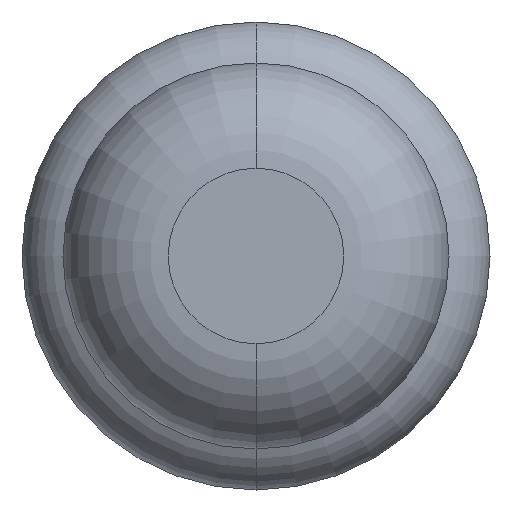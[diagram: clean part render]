
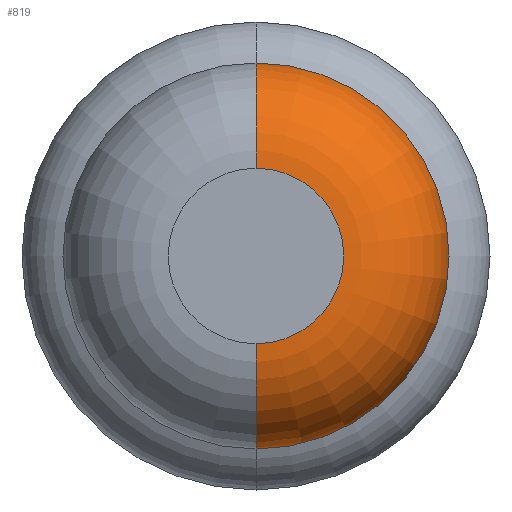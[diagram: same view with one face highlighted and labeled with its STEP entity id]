
A CAD part, front view. The second image highlights one B-rep face of the part: STEP entity #819.
In plain terms, the highlighted toroidal (fillet/blend) face has major radius 0.375 mm and minor radius 0.45 mm.
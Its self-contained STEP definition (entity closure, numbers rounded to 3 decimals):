
#67 = DIRECTION ( 'NONE',  ( 0., 1., 0. ) ) ;
#158 = DIRECTION ( 'NONE',  ( 0., 0., 1. ) ) ;
#235 = ORIENTED_EDGE ( 'NONE', *, *, #1820, .F. ) ;
#346 = CIRCLE ( 'NONE', #2431, 0.45 ) ;
#438 = AXIS2_PLACEMENT_3D ( 'NONE', #1041, #1346, #2026 ) ;
#620 = CARTESIAN_POINT ( 'NONE',  ( 0., -23.55, -0.375 ) ) ;
#760 = DIRECTION ( 'NONE',  ( -1., 0., 0. ) ) ;
#774 = CIRCLE ( 'NONE', #3864, 0.375 ) ;
#807 = CARTESIAN_POINT ( 'NONE',  ( 0., -24., 0. ) ) ;
#819 = ADVANCED_FACE ( 'Defeature ausgef�hrt1_2', ( #2217 ), #2059, .T. ) ;
#880 = CARTESIAN_POINT ( 'NONE',  ( 0., -23.55, 0.825 ) ) ;
#953 = DIRECTION ( 'NONE',  ( 1., 0., 0. ) ) ;
#1041 = CARTESIAN_POINT ( 'NONE',  ( 0., -23.55, 0. ) ) ;
#1173 = VERTEX_POINT ( 'NONE', #3916 ) ;
#1286 = EDGE_CURVE ( 'Defeature ausgef�hrt1_2+Defeature ausgef�hrt1_1+Defeature ausgef�hrt1_1+Defeature ausgef�hrt1_1', #1173, #3270, #774, .T. ) ;
#1300 = AXIS2_PLACEMENT_3D ( 'NONE', #620, #953, #3257 ) ;
#1346 = DIRECTION ( 'NONE',  ( 0., 1., 0. ) ) ;
#1366 = DIRECTION ( 'NONE',  ( 0., 0., 1. ) ) ;
#1642 = CARTESIAN_POINT ( 'NONE',  ( 0., -23.55, 0. ) ) ;
#1820 = EDGE_CURVE ( 'Defeature ausgef�hrt1_3+Defeature ausgef�hrt1_2+Defeature ausgef�hrt1_2+Defeature ausgef�hrt1_2', #3780, #2498, #2355, .T. ) ;
#1879 = ORIENTED_EDGE ( 'NONE', *, *, #3405, .T. ) ;
#2026 = DIRECTION ( 'NONE',  ( 0., 0., 1. ) ) ;
#2059 = TOROIDAL_SURFACE ( 'NONE', #2438, 0.375, 0.45 ) ;
#2217 = FACE_OUTER_BOUND ( 'NONE', #3010, .T. ) ;
#2231 = ORIENTED_EDGE ( 'NONE', *, *, #2303, .F. ) ;
#2303 = EDGE_CURVE ( 'NONE', #1173, #3780, #346, .T. ) ;
#2355 = CIRCLE ( 'NONE', #438, 0.825 ) ;
#2384 = CARTESIAN_POINT ( 'NONE',  ( 0., -23.55, 0.375 ) ) ;
#2431 = AXIS2_PLACEMENT_3D ( 'NONE', #2384, #760, #1366 ) ;
#2438 = AXIS2_PLACEMENT_3D ( 'NONE', #1642, #2933, #3284 ) ;
#2498 = VERTEX_POINT ( 'NONE', #2773 ) ;
#2773 = CARTESIAN_POINT ( 'NONE',  ( 0., -23.55, -0.825 ) ) ;
#2933 = DIRECTION ( 'NONE',  ( 0., 1., 0. ) ) ;
#3010 = EDGE_LOOP ( 'NONE', ( #3914, #1879, #235, #2231 ) ) ;
#3257 = DIRECTION ( 'NONE',  ( 0., 0., -1. ) ) ;
#3270 = VERTEX_POINT ( 'NONE', #4041 ) ;
#3284 = DIRECTION ( 'NONE',  ( 0., 0., 1. ) ) ;
#3405 = EDGE_CURVE ( 'NONE', #3270, #2498, #3870, .T. ) ;
#3780 = VERTEX_POINT ( 'NONE', #880 ) ;
#3864 = AXIS2_PLACEMENT_3D ( 'NONE', #807, #67, #158 ) ;
#3870 = CIRCLE ( 'NONE', #1300, 0.45 ) ;
#3914 = ORIENTED_EDGE ( 'NONE', *, *, #1286, .T. ) ;
#3916 = CARTESIAN_POINT ( 'NONE',  ( 0., -24., 0.375 ) ) ;
#4041 = CARTESIAN_POINT ( 'NONE',  ( 0., -24., -0.375 ) ) ;
